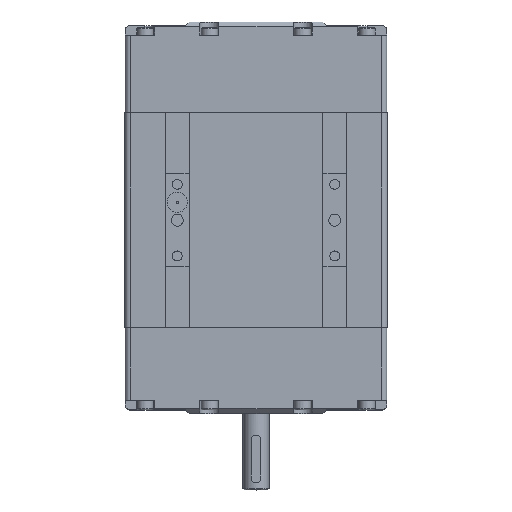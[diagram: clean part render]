
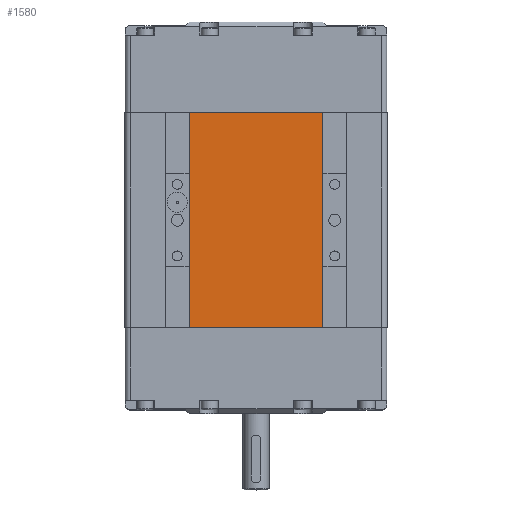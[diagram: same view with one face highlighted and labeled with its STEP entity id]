
A CAD part, top view. The second image highlights one B-rep face of the part: STEP entity #1580.
In plain terms, the highlighted planar face has unit normal (0, 0, 1).
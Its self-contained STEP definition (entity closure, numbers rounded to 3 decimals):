
#1524=CARTESIAN_POINT('',(83.,90.0,38.4));
#1525=VERTEX_POINT('',#1524);
#1532=CARTESIAN_POINT('',(83.,0.0,38.4));
#1533=VERTEX_POINT('',#1532);
#1534=CARTESIAN_POINT('',(83.,0.0,38.4));
#1535=DIRECTION('',(0.0,1.0,0.0));
#1536=VECTOR('',#1535,90.0);
#1537=LINE('',#1534,#1536);
#1538=EDGE_CURVE('',#1533,#1525,#1537,.T.);
#1550=CARTESIAN_POINT('',(83.,0.0,38.4));
#1551=DIRECTION('',(0.0,0.0,1.0));
#1552=DIRECTION('',(1.0,0.0,0.0));
#1553=AXIS2_PLACEMENT_3D('',#1550,#1551,#1552);
#1554=PLANE('',#1553);
#1555=CARTESIAN_POINT('',(27.,90.0,38.4));
#1556=VERTEX_POINT('',#1555);
#1557=CARTESIAN_POINT('',(83.,90.0,38.4));
#1558=DIRECTION('',(-1.0,0.0,0.0));
#1559=VECTOR('',#1558,56.);
#1560=LINE('',#1557,#1559);
#1561=EDGE_CURVE('',#1525,#1556,#1560,.T.);
#1562=ORIENTED_EDGE('',*,*,#1561,.T.);
#1563=CARTESIAN_POINT('',(27.,0.0,38.4));
#1564=VERTEX_POINT('',#1563);
#1565=CARTESIAN_POINT('',(27.,0.0,38.4));
#1566=DIRECTION('',(0.0,1.0,0.0));
#1567=VECTOR('',#1566,90.0);
#1568=LINE('',#1565,#1567);
#1569=EDGE_CURVE('',#1564,#1556,#1568,.T.);
#1570=ORIENTED_EDGE('',*,*,#1569,.F.);
#1571=CARTESIAN_POINT('',(83.,0.0,38.4));
#1572=DIRECTION('',(-1.0,0.0,0.0));
#1573=VECTOR('',#1572,56.);
#1574=LINE('',#1571,#1573);
#1575=EDGE_CURVE('',#1533,#1564,#1574,.T.);
#1576=ORIENTED_EDGE('',*,*,#1575,.F.);
#1577=ORIENTED_EDGE('',*,*,#1538,.T.);
#1578=EDGE_LOOP('',(#1562,#1570,#1576,#1577));
#1579=FACE_OUTER_BOUND('',#1578,.T.);
#1580=ADVANCED_FACE('',(#1579),#1554,.T.);
